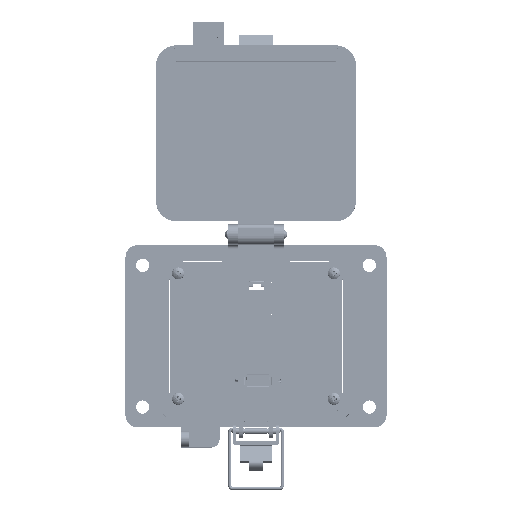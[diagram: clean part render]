
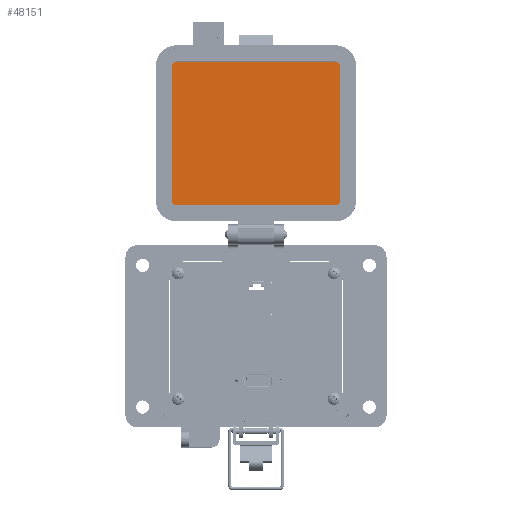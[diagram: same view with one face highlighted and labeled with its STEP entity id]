
A CAD part, top view. The second image highlights one B-rep face of the part: STEP entity #48151.
In plain terms, the highlighted planar face has unit normal (0, 0, 1).
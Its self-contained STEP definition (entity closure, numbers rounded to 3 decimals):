
#2154 = ORIENTED_EDGE ( 'NONE', *, *, #59179, .F. ) ;
#3712 = CARTESIAN_POINT ( 'NONE',  ( -42.469, 126.389, 19.202 ) ) ;
#3896 = DIRECTION ( 'NONE',  ( 0., -1., 0. ) ) ;
#4443 = CARTESIAN_POINT ( 'NONE',  ( 38.212, 60.004, 19.202 ) ) ;
#4786 = LINE ( 'NONE', #5938, #78148 ) ;
#4941 = VERTEX_POINT ( 'NONE', #51625 ) ;
#5938 = CARTESIAN_POINT ( 'NONE',  ( -44.769, 93.196, 19.202 ) ) ;
#6705 = VERTEX_POINT ( 'NONE', #24904 ) ;
#7696 = VECTOR ( 'NONE', #94322, 1000. ) ;
#8676 = DIRECTION ( 'NONE',  ( 0., -1., 0. ) ) ;
#12032 = EDGE_CURVE ( 'NONE', #4941, #84585, #4786, .T. ) ;
#15511 = CARTESIAN_POINT ( 'NONE',  ( -42.469, 128.688, 19.202 ) ) ;
#16963 = VERTEX_POINT ( 'NONE', #83712 ) ;
#17812 = EDGE_CURVE ( 'NONE', #84585, #110003, #60038, .T. ) ;
#20772 = EDGE_CURVE ( 'NONE', #110003, #57108, #104834, .T. ) ;
#21303 = DIRECTION ( 'NONE',  ( 0., 0., -1. ) ) ;
#24904 = CARTESIAN_POINT ( 'NONE',  ( 35.912, 57.705, 19.202 ) ) ;
#25215 = DIRECTION ( 'NONE',  ( -1., 0., 0. ) ) ;
#26791 = CARTESIAN_POINT ( 'NONE',  ( 38.212, 126.389, 19.202 ) ) ;
#27771 = CARTESIAN_POINT ( 'NONE',  ( -44.769, 126.389, 19.202 ) ) ;
#28424 = CIRCLE ( 'NONE', #32210, 2.299 ) ;
#30734 = CARTESIAN_POINT ( 'NONE',  ( -42.469, 60.004, 19.202 ) ) ;
#31566 = CARTESIAN_POINT ( 'NONE',  ( -3.279, 128.688, 19.202 ) ) ;
#31720 = DIRECTION ( 'NONE',  ( 0., 1., 0. ) ) ;
#32210 = AXIS2_PLACEMENT_3D ( 'NONE', #30734, #58324, #66524 ) ;
#34013 = CARTESIAN_POINT ( 'NONE',  ( 35.912, 126.389, 19.202 ) ) ;
#34953 = AXIS2_PLACEMENT_3D ( 'NONE', #34013, #95601, #51052 ) ;
#37360 = ORIENTED_EDGE ( 'NONE', *, *, #20772, .F. ) ;
#41751 = ORIENTED_EDGE ( 'NONE', *, *, #57048, .F. ) ;
#42737 = CARTESIAN_POINT ( 'NONE',  ( -3.279, 57.705, 19.202 ) ) ;
#43864 = CIRCLE ( 'NONE', #85024, 2.299 ) ;
#43872 = EDGE_CURVE ( 'NONE', #102712, #108902, #79322, .T. ) ;
#43894 = DIRECTION ( 'NONE',  ( -1., 0., 0. ) ) ;
#48151 = ADVANCED_FACE ( 'NONE', ( #106069 ), #69188, .T. ) ;
#49275 = ORIENTED_EDGE ( 'NONE', *, *, #12032, .F. ) ;
#49975 = CIRCLE ( 'NONE', #34953, 2.299 ) ;
#50020 = DIRECTION ( 'NONE',  ( 0., -1., 0. ) ) ;
#51052 = DIRECTION ( 'NONE',  ( 1., 0., 0. ) ) ;
#51625 = CARTESIAN_POINT ( 'NONE',  ( -44.769, 60.004, 19.202 ) ) ;
#52402 = EDGE_CURVE ( 'NONE', #16963, #4941, #28424, .T. ) ;
#53243 = DIRECTION ( 'NONE',  ( 0., 0., -1. ) ) ;
#55960 = EDGE_CURVE ( 'NONE', #108902, #6705, #43864, .T. ) ;
#57048 = EDGE_CURVE ( 'NONE', #6705, #16963, #78497, .T. ) ;
#57108 = VERTEX_POINT ( 'NONE', #64359 ) ;
#58324 = DIRECTION ( 'NONE',  ( 0., 0., -1. ) ) ;
#59179 = EDGE_CURVE ( 'NONE', #57108, #102712, #49975, .T. ) ;
#60038 = CIRCLE ( 'NONE', #78694, 2.299 ) ;
#60888 = CARTESIAN_POINT ( 'NONE',  ( 35.912, 60.004, 19.202 ) ) ;
#64359 = CARTESIAN_POINT ( 'NONE',  ( 35.912, 128.688, 19.202 ) ) ;
#66524 = DIRECTION ( 'NONE',  ( 1., 0., 0. ) ) ;
#69188 = PLANE ( 'NONE',  #105607 ) ;
#72247 = ORIENTED_EDGE ( 'NONE', *, *, #52402, .F. ) ;
#75983 = CARTESIAN_POINT ( 'NONE',  ( 38.212, 93.196, 19.202 ) ) ;
#77767 = VECTOR ( 'NONE', #43894, 1000. ) ;
#78148 = VECTOR ( 'NONE', #31720, 1000. ) ;
#78497 = LINE ( 'NONE', #42737, #77767 ) ;
#78694 = AXIS2_PLACEMENT_3D ( 'NONE', #3712, #21303, #50020 ) ;
#79322 = LINE ( 'NONE', #75983, #107422 ) ;
#81561 = ORIENTED_EDGE ( 'NONE', *, *, #43872, .F. ) ;
#83151 = EDGE_LOOP ( 'NONE', ( #91350, #81561, #2154, #37360, #87898, #49275, #72247, #41751 ) ) ;
#83712 = CARTESIAN_POINT ( 'NONE',  ( -42.469, 57.705, 19.202 ) ) ;
#84585 = VERTEX_POINT ( 'NONE', #27771 ) ;
#85024 = AXIS2_PLACEMENT_3D ( 'NONE', #60888, #53243, #8676 ) ;
#87345 = CARTESIAN_POINT ( 'NONE',  ( 39.871, 130.108, 19.202 ) ) ;
#87898 = ORIENTED_EDGE ( 'NONE', *, *, #17812, .F. ) ;
#91350 = ORIENTED_EDGE ( 'NONE', *, *, #55960, .F. ) ;
#94322 = DIRECTION ( 'NONE',  ( 1., 0., 0. ) ) ;
#95573 = DIRECTION ( 'NONE',  ( 0., 0., 1. ) ) ;
#95601 = DIRECTION ( 'NONE',  ( 0., 0., -1. ) ) ;
#102712 = VERTEX_POINT ( 'NONE', #26791 ) ;
#104834 = LINE ( 'NONE', #31566, #7696 ) ;
#105607 = AXIS2_PLACEMENT_3D ( 'NONE', #87345, #95573, #25215 ) ;
#106069 = FACE_OUTER_BOUND ( 'NONE', #83151, .T. ) ;
#107422 = VECTOR ( 'NONE', #3896, 1000. ) ;
#108902 = VERTEX_POINT ( 'NONE', #4443 ) ;
#110003 = VERTEX_POINT ( 'NONE', #15511 ) ;
